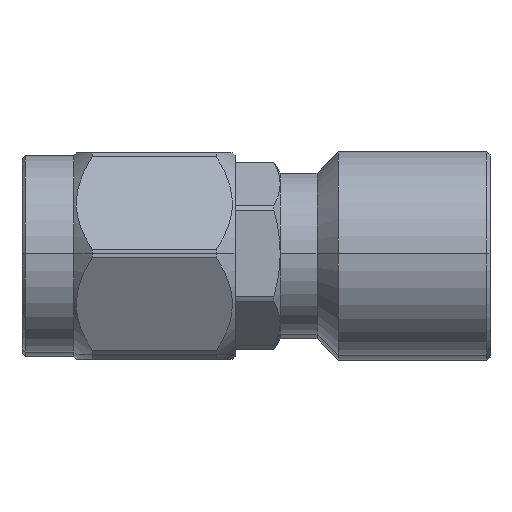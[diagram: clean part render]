
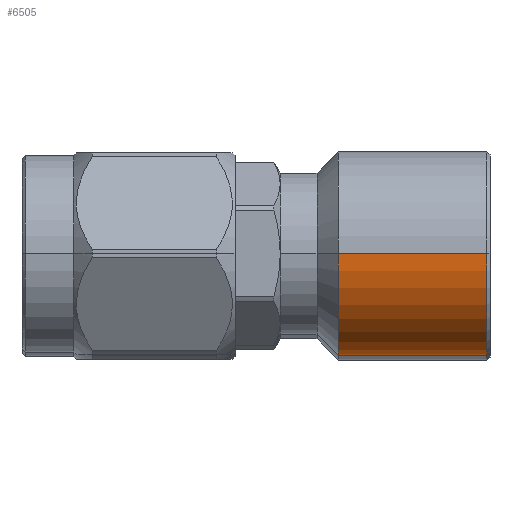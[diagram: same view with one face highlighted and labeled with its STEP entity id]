
A CAD part, top view. The second image highlights one B-rep face of the part: STEP entity #6505.
In plain terms, the highlighted cylindrical face has radius 4.013 mm (diameter 8.026 mm), a partial arc.
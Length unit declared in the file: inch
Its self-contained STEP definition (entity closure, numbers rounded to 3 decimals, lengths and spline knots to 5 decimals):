
#33 = VECTOR ( 'NONE', #5540, 39.37008 ) ;
#280 = VECTOR ( 'NONE', #8450, 39.37008 ) ;
#699 = CARTESIAN_POINT ( 'NONE',  ( 0.5349, -0.03631, 3.84615 ) ) ;
#819 = CARTESIAN_POINT ( 'NONE',  ( 0.68012, -0.03626, 3.84614 ) ) ;
#917 = CARTESIAN_POINT ( 'NONE',  ( 0.67756, -0.04098, 3.84734 ) ) ;
#985 = VERTEX_POINT ( 'NONE', #2704 ) ;
#1053 = CARTESIAN_POINT ( 'NONE',  ( 0.72, 0., 4. ) ) ;
#1118 = VERTEX_POINT ( 'NONE', #8686 ) ;
#1127 = EDGE_LOOP ( 'NONE', ( #1193, #2207, #8225, #3589, #7366, #4623 ) ) ;
#1128 = CARTESIAN_POINT ( 'NONE',  ( 0.49, 0., 4. ) ) ;
#1193 = ORIENTED_EDGE ( 'NONE', *, *, #4925, .F. ) ;
#1492 = CARTESIAN_POINT ( 'NONE',  ( 0.55399, -0.06103, 3.85421 ) ) ;
#1522 = AXIS2_PLACEMENT_3D ( 'NONE', #1053, #1800, #4163 ) ;
#1601 = CARTESIAN_POINT ( 'NONE',  ( 0.65733, -0.0647, 3.85564 ) ) ;
#1635 = CARTESIAN_POINT ( 'NONE',  ( 0.61276, -0.08101, 3.86435 ) ) ;
#1800 = DIRECTION ( 'NONE',  ( 1., 0., 0. ) ) ;
#1837 = LINE ( 'NONE', #3067, #280 ) ;
#1878 = CARTESIAN_POINT ( 'NONE',  ( 0.725, 0., 4. ) ) ;
#1921 = B_SPLINE_CURVE_WITH_KNOTS ( 'NONE', 3,
 ( #6861, #8397, #9170, #4580, #9919, #699, #6102, #9205, #6137, #1492, #6936, #2286, #3201, #7743, #5509, #5438, #4705, #1635, #7061, #5574, #6209, #4000, #1601, #9361, #4779, #917, #819, #3140, #5538, #3928, #5477, #7096 ),
 .UNSPECIFIED., .F., .F.,
 ( 4, 2, 2, 2, 2, 2, 2, 2, 2, 2, 2, 2, 2, 2, 2, 4 ),
 ( 0.00655, 0.00696, 0.00737, 0.00778, 0.00819, 0.00859, 0.009, 0.00941, 0.00982, 0.01023, 0.01064, 0.01145, 0.01186, 0.01227, 0.01268, 0.01309 ),
 .UNSPECIFIED. ) ;
#1949 = DIRECTION ( 'NONE',  ( 0., 0., 1. ) ) ;
#2207 = ORIENTED_EDGE ( 'NONE', *, *, #9223, .T. ) ;
#2286 = CARTESIAN_POINT ( 'NONE',  ( 0.56668, -0.07015, 3.85839 ) ) ;
#2358 = LINE ( 'NONE', #3986, #3343 ) ;
#2553 = DIRECTION ( 'NONE',  ( -1., 0., 0. ) ) ;
#2704 = CARTESIAN_POINT ( 'NONE',  ( 0.5265, 0., 3.842 ) ) ;
#2736 = VERTEX_POINT ( 'NONE', #5014 ) ;
#2873 = CIRCLE ( 'NONE', #8886, 0.158 ) ;
#3067 = CARTESIAN_POINT ( 'NONE',  ( 0.725, 0., 3.842 ) ) ;
#3140 = CARTESIAN_POINT ( 'NONE',  ( 0.68422, -0.02652, 3.84416 ) ) ;
#3181 = CIRCLE ( 'NONE', #1522, 0.158 ) ;
#3201 = CARTESIAN_POINT ( 'NONE',  ( 0.57135, -0.07267, 3.85969 ) ) ;
#3343 = VECTOR ( 'NONE', #7083, 39.37008 ) ;
#3589 = ORIENTED_EDGE ( 'NONE', *, *, #8400, .T. ) ;
#3751 = EDGE_CURVE ( 'NONE', #985, #2736, #1921, .T. ) ;
#3928 = CARTESIAN_POINT ( 'NONE',  ( 0.68794, -0.01092, 3.84229 ) ) ;
#3949 = VERTEX_POINT ( 'NONE', #7545 ) ;
#3986 = CARTESIAN_POINT ( 'NONE',  ( 0.725, 0., 4.158 ) ) ;
#4000 = CARTESIAN_POINT ( 'NONE',  ( 0.64854, -0.07064, 3.85859 ) ) ;
#4163 = DIRECTION ( 'NONE',  ( 0., 0., 1. ) ) ;
#4580 = CARTESIAN_POINT ( 'NONE',  ( 0.52918, -0.02135, 3.84336 ) ) ;
#4623 = ORIENTED_EDGE ( 'NONE', *, *, #6220, .F. ) ;
#4673 = CYLINDRICAL_SURFACE ( 'NONE', #8178, 0.158 ) ;
#4705 = CARTESIAN_POINT ( 'NONE',  ( 0.60204, -0.08099, 3.86434 ) ) ;
#4779 = CARTESIAN_POINT ( 'NONE',  ( 0.67171, -0.04965, 3.84994 ) ) ;
#4925 = EDGE_CURVE ( 'NONE', #3949, #9153, #2873, .T. ) ;
#5014 = CARTESIAN_POINT ( 'NONE',  ( 0.6885, 0., 3.842 ) ) ;
#5438 = CARTESIAN_POINT ( 'NONE',  ( 0.59666, -0.08045, 3.86401 ) ) ;
#5453 = VERTEX_POINT ( 'NONE', #6820 ) ;
#5477 = CARTESIAN_POINT ( 'NONE',  ( 0.6885, -0.00545, 3.842 ) ) ;
#5509 = CARTESIAN_POINT ( 'NONE',  ( 0.58607, -0.0783, 3.86276 ) ) ;
#5538 = CARTESIAN_POINT ( 'NONE',  ( 0.68579, -0.02146, 3.84337 ) ) ;
#5540 = DIRECTION ( 'NONE',  ( 1., 0., 0. ) ) ;
#5574 = CARTESIAN_POINT ( 'NONE',  ( 0.62875, -0.07835, 3.86279 ) ) ;
#6102 = CARTESIAN_POINT ( 'NONE',  ( 0.53741, -0.04094, 3.84733 ) ) ;
#6137 = CARTESIAN_POINT ( 'NONE',  ( 0.54663, -0.05369, 3.85135 ) ) ;
#6209 = CARTESIAN_POINT ( 'NONE',  ( 0.63383, -0.07679, 3.86189 ) ) ;
#6220 = EDGE_CURVE ( 'NONE', #9153, #1118, #2358, .T. ) ;
#6505 = ADVANCED_FACE ( 'NONE', ( #7195 ), #4673, .T. ) ;
#6820 = CARTESIAN_POINT ( 'NONE',  ( 0.72, 0., 3.842 ) ) ;
#6861 = CARTESIAN_POINT ( 'NONE',  ( 0.5265, 0., 3.842 ) ) ;
#6936 = CARTESIAN_POINT ( 'NONE',  ( 0.55799, -0.06432, 3.85565 ) ) ;
#7061 = CARTESIAN_POINT ( 'NONE',  ( 0.61821, -0.08047, 3.86402 ) ) ;
#7062 = CARTESIAN_POINT ( 'NONE',  ( 0.725, 0., 3.842 ) ) ;
#7083 = DIRECTION ( 'NONE',  ( 1., 0., 0. ) ) ;
#7096 = CARTESIAN_POINT ( 'NONE',  ( 0.6885, 0., 3.842 ) ) ;
#7155 = LINE ( 'NONE', #7062, #33 ) ;
#7191 = DIRECTION ( 'NONE',  ( 0., 0., 1. ) ) ;
#7195 = FACE_OUTER_BOUND ( 'NONE', #1127, .T. ) ;
#7366 = ORIENTED_EDGE ( 'NONE', *, *, #7529, .F. ) ;
#7529 = EDGE_CURVE ( 'NONE', #1118, #5453, #3181, .T. ) ;
#7545 = CARTESIAN_POINT ( 'NONE',  ( 0.49, 0., 3.842 ) ) ;
#7743 = CARTESIAN_POINT ( 'NONE',  ( 0.58102, -0.07673, 3.86186 ) ) ;
#7842 = CARTESIAN_POINT ( 'NONE',  ( 0.49, 0., 4.158 ) ) ;
#8057 = DIRECTION ( 'NONE',  ( 1., 0., 0. ) ) ;
#8178 = AXIS2_PLACEMENT_3D ( 'NONE', #1878, #8057, #1949 ) ;
#8225 = ORIENTED_EDGE ( 'NONE', *, *, #3751, .T. ) ;
#8397 = CARTESIAN_POINT ( 'NONE',  ( 0.5265, -0.00538, 3.842 ) ) ;
#8400 = EDGE_CURVE ( 'NONE', #2736, #5453, #1837, .T. ) ;
#8450 = DIRECTION ( 'NONE',  ( 1., 0., 0. ) ) ;
#8686 = CARTESIAN_POINT ( 'NONE',  ( 0.72, 0., 4.158 ) ) ;
#8886 = AXIS2_PLACEMENT_3D ( 'NONE', #1128, #2553, #7191 ) ;
#9153 = VERTEX_POINT ( 'NONE', #7842 ) ;
#9170 = CARTESIAN_POINT ( 'NONE',  ( 0.52705, -0.01085, 3.84228 ) ) ;
#9205 = CARTESIAN_POINT ( 'NONE',  ( 0.54326, -0.04961, 3.84992 ) ) ;
#9223 = EDGE_CURVE ( 'NONE', #3949, #985, #7155, .T. ) ;
#9361 = CARTESIAN_POINT ( 'NONE',  ( 0.66841, -0.05365, 3.85134 ) ) ;
#9919 = CARTESIAN_POINT ( 'NONE',  ( 0.53075, -0.02644, 3.84415 ) ) ;
